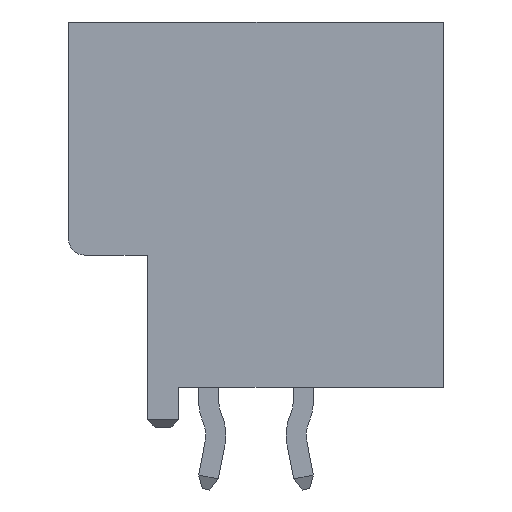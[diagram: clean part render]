
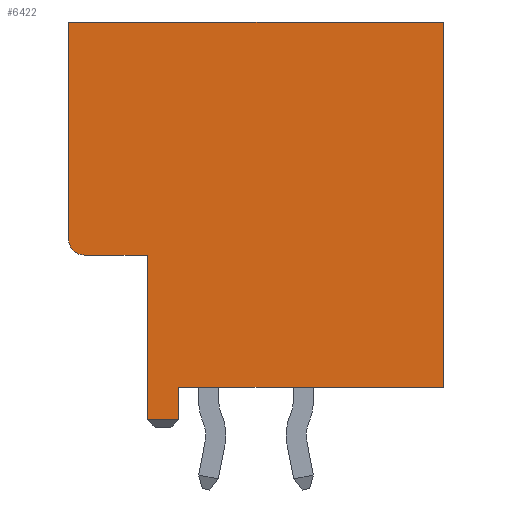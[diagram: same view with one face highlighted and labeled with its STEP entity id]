
A CAD part, left-side view. The second image highlights one B-rep face of the part: STEP entity #6422.
In plain terms, the highlighted planar face has unit normal (-1, 0, 0).
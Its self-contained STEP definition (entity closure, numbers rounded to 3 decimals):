
#97=DIRECTION('',(0.,-1.,0.));
#98=VECTOR('',#97,8.4);
#99=CARTESIAN_POINT('',(-9.5,2.45,-5.8));
#100=LINE('',#99,#98);
#1917=DIRECTION('',(0.,-1.,0.));
#1918=VECTOR('',#1917,11.9);
#1919=CARTESIAN_POINT('',(-9.5,5.95,5.8));
#1920=LINE('',#1919,#1918);
#1949=DIRECTION('',(0.,1.,0.));
#1950=VECTOR('',#1949,1.);
#1951=CARTESIAN_POINT('',(-9.5,2.45,-6.82));
#1952=LINE('',#1951,#1950);
#1953=DIRECTION('',(0.,0.,1.));
#1954=VECTOR('',#1953,5.22);
#1955=CARTESIAN_POINT('',(-9.5,3.45,-6.82));
#1956=LINE('',#1955,#1954);
#1957=DIRECTION('',(0.,-1.,0.));
#1958=VECTOR('',#1957,2.);
#1959=CARTESIAN_POINT('',(-9.5,5.45,-1.6));
#1960=LINE('',#1959,#1958);
#1961=CARTESIAN_POINT('',(-9.5,5.45,-1.1));
#1962=DIRECTION('',(1.,0.,0.));
#1963=DIRECTION('',(0.,0.,-1.));
#1964=AXIS2_PLACEMENT_3D('',#1961,#1962,#1963);
#1966=DIRECTION('',(0.,0.,1.));
#1967=VECTOR('',#1966,6.9);
#1968=CARTESIAN_POINT('',(-9.5,5.95,-1.1));
#1969=LINE('',#1968,#1967);
#1970=DIRECTION('',(0.,0.,-1.));
#1971=VECTOR('',#1970,1.02);
#1972=CARTESIAN_POINT('',(-9.5,2.45,-5.8));
#1973=LINE('',#1972,#1971);
#2119=DIRECTION('',(0.,0.,1.));
#2120=VECTOR('',#2119,11.6);
#2121=CARTESIAN_POINT('',(-9.5,-5.95,-5.8));
#2122=LINE('',#2121,#2120);
#2819=CARTESIAN_POINT('',(-9.5,5.95,5.8));
#2820=CARTESIAN_POINT('',(-9.5,-5.95,5.8));
#2821=VERTEX_POINT('',#2819);
#2822=VERTEX_POINT('',#2820);
#2827=CARTESIAN_POINT('',(-9.5,-5.95,-5.8));
#2828=VERTEX_POINT('',#2827);
#2831=CARTESIAN_POINT('',(-9.5,5.45,-1.6));
#2832=CARTESIAN_POINT('',(-9.5,5.95,-1.1));
#2833=VERTEX_POINT('',#2831);
#2834=VERTEX_POINT('',#2832);
#2835=CARTESIAN_POINT('',(-9.5,3.45,-1.6));
#2836=VERTEX_POINT('',#2835);
#3075=CARTESIAN_POINT('',(-9.5,2.45,-5.8));
#3076=VERTEX_POINT('',#3075);
#3392=CARTESIAN_POINT('',(-9.5,2.45,-6.82));
#3394=VERTEX_POINT('',#3392);
#3395=CARTESIAN_POINT('',(-9.5,3.45,-6.82));
#3396=VERTEX_POINT('',#3395);
#6399=CARTESIAN_POINT('',(-9.5,5.95,-5.8));
#6400=DIRECTION('',(-1.,0.,0.));
#6401=DIRECTION('',(0.,-1.,0.));
#6402=AXIS2_PLACEMENT_3D('',#6399,#6400,#6401);
#6403=PLANE('',#6402);
#6405=ORIENTED_EDGE('',*,*,#6404,.T.);
#6407=ORIENTED_EDGE('',*,*,#6406,.T.);
#6409=ORIENTED_EDGE('',*,*,#6408,.F.);
#6411=ORIENTED_EDGE('',*,*,#6410,.T.);
#6413=ORIENTED_EDGE('',*,*,#6412,.T.);
#6414=ORIENTED_EDGE('',*,*,#6380,.T.);
#6416=ORIENTED_EDGE('',*,*,#6415,.F.);
#6417=ORIENTED_EDGE('',*,*,#3680,.F.);
#6419=ORIENTED_EDGE('',*,*,#6418,.T.);
#6420=EDGE_LOOP('',(#6405,#6407,#6409,#6411,#6413,#6414,#6416,#6417,#6419));
#6421=FACE_OUTER_BOUND('',#6420,.F.);
#6422=ADVANCED_FACE('',(#6421),#6403,.T.);
#1965=CIRCLE('',#1964,0.5);
#3680=EDGE_CURVE('',#3076,#2828,#100,.T.);
#6380=EDGE_CURVE('',#2821,#2822,#1920,.T.);
#6404=EDGE_CURVE('',#3394,#3396,#1952,.T.);
#6406=EDGE_CURVE('',#3396,#2836,#1956,.T.);
#6408=EDGE_CURVE('',#2833,#2836,#1960,.T.);
#6410=EDGE_CURVE('',#2833,#2834,#1965,.T.);
#6412=EDGE_CURVE('',#2834,#2821,#1969,.T.);
#6415=EDGE_CURVE('',#2828,#2822,#2122,.T.);
#6418=EDGE_CURVE('',#3076,#3394,#1973,.T.);
